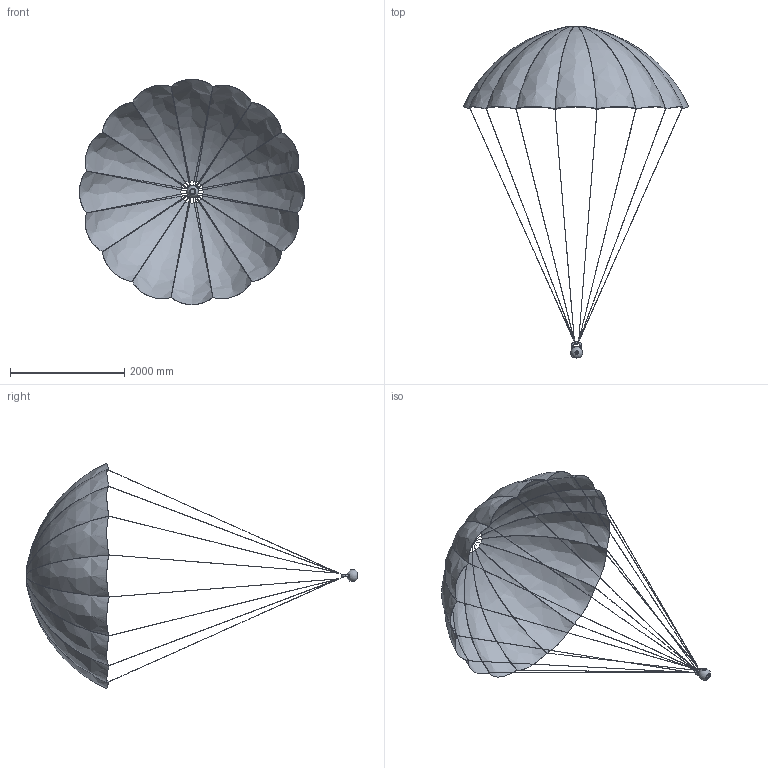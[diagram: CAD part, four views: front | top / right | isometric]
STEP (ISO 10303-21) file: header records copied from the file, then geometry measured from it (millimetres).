
FILE_DESCRIPTION(/* description */ (''),/* implementation_level */ '2;1');
FILE_NAME(/* name */ 'roundpar.stp',/* time_stamp */ '2020-02-14T17:07:05+02:00',/* author */ ('ST'),/* organization */ (''),/* preprocessor_version */ 'ST-DEVELOPER v18',/* originating_system */ 'Autodesk Inventor 2020',/* authorisation */ '');
FILE_SCHEMA (('AUTOMOTIVE_DESIGN { 1 0 10303 214 3 1 1 }'));
Products named in the file (3): roundpar; parachute; Only kettlebell
Assembly tree (2 placements, depth 2):
  roundpar
    parachute
    Only kettlebell
Bounding box: 3945.33 x 5811.68 x 3945.88 mm (x, y, z)
Volume: 6858337.1 mm3; surface area: 36056701 mm2
Topology: 20 solids, 20 shells, 641 faces, 1597 edges, 1007 vertices
Faces by surface type: bspline 455, plane 118, cylinder 57, torus 10, sphere 1
Full cylindrical faces by diameter (mm): 1 x16, 1.1 x1, 35 x3, 54 x2, 80 x1, 400 x1
Entity records: 39302 total; most frequent: CARTESIAN_POINT 26706, ORIENTED_EDGE 3196, EDGE_CURVE 1598, DIRECTION 1472, VERTEX_POINT 1009, B_SPLINE_CURVE_WITH_KNOTS 880, EDGE_LOOP 659, FACE_OUTER_BOUND 641
